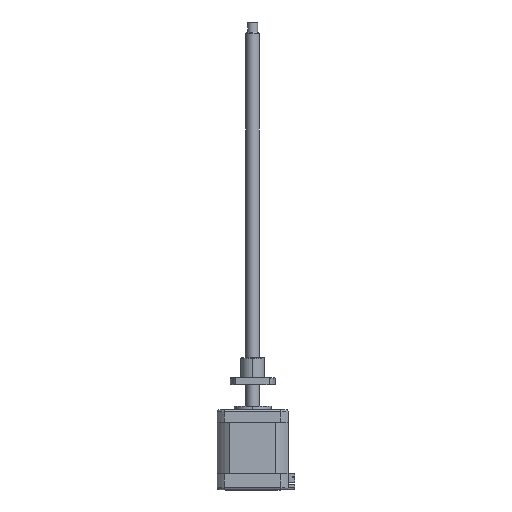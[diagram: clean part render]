
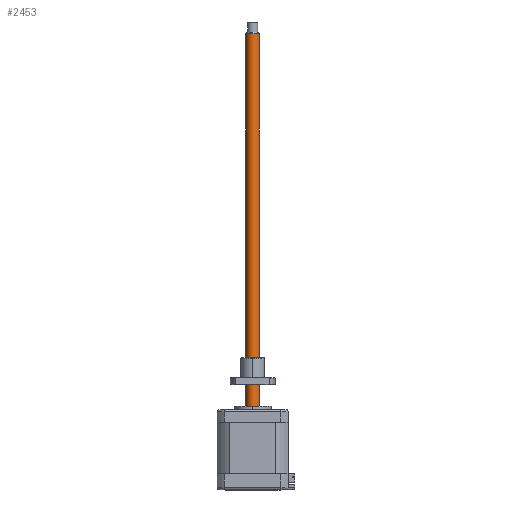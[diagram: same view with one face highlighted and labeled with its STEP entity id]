
A CAD part, top view. The second image highlights one B-rep face of the part: STEP entity #2453.
In plain terms, the highlighted cylindrical face has radius 4 mm (diameter 8 mm), a partial arc.
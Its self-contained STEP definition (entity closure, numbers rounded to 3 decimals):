
#324 = CARTESIAN_POINT ( 'NONE',  ( -8.705, 246.093, 16.814 ) ) ;
#435 = VECTOR ( 'NONE', #2592, 1000. ) ;
#629 = DIRECTION ( 'NONE',  ( -0.999, 0., 0.044 ) ) ;
#724 = CARTESIAN_POINT ( 'NONE',  ( -0.713, 246.093, 16.462 ) ) ;
#810 = EDGE_CURVE ( 'NONE', #2943, #7940, #2622, .T. ) ;
#858 = CARTESIAN_POINT ( 'NONE',  ( -0.713, 22.093, 16.462 ) ) ;
#956 = ORIENTED_EDGE ( 'NONE', *, *, #810, .T. ) ;
#1195 = AXIS2_PLACEMENT_3D ( 'NONE', #1636, #3886, #8983 ) ;
#1254 = DIRECTION ( 'NONE',  ( -0.999, 0., 0.044 ) ) ;
#1636 = CARTESIAN_POINT ( 'NONE',  ( -4.709, 246.093, 16.638 ) ) ;
#1683 = EDGE_CURVE ( 'NONE', #4400, #2943, #8052, .T. ) ;
#2453 = ADVANCED_FACE ( 'NONE', ( #3615 ), #9181, .T. ) ;
#2592 = DIRECTION ( 'NONE',  ( 0., -1., 0. ) ) ;
#2622 = LINE ( 'NONE', #2673, #435 ) ;
#2673 = CARTESIAN_POINT ( 'NONE',  ( -8.705, 247.093, 16.814 ) ) ;
#2693 = DIRECTION ( 'NONE',  ( 0., -1., 0. ) ) ;
#2943 = VERTEX_POINT ( 'NONE', #324 ) ;
#3066 = AXIS2_PLACEMENT_3D ( 'NONE', #9373, #5028, #629 ) ;
#3175 = CARTESIAN_POINT ( 'NONE',  ( -8.705, 22.093, 16.814 ) ) ;
#3615 = FACE_OUTER_BOUND ( 'NONE', #5535, .T. ) ;
#3886 = DIRECTION ( 'NONE',  ( 0., -1., 0. ) ) ;
#4186 = VECTOR ( 'NONE', #4833, 1000. ) ;
#4204 = EDGE_CURVE ( 'NONE', #4400, #6506, #8033, .T. ) ;
#4322 = EDGE_CURVE ( 'NONE', #6506, #7940, #7352, .T. ) ;
#4400 = VERTEX_POINT ( 'NONE', #724 ) ;
#4833 = DIRECTION ( 'NONE',  ( 0., -1., 0. ) ) ;
#5028 = DIRECTION ( 'NONE',  ( 0., -1., 0. ) ) ;
#5535 = EDGE_LOOP ( 'NONE', ( #8066, #6598, #956, #8676 ) ) ;
#5631 = CARTESIAN_POINT ( 'NONE',  ( -4.709, 247.093, 16.638 ) ) ;
#6506 = VERTEX_POINT ( 'NONE', #858 ) ;
#6598 = ORIENTED_EDGE ( 'NONE', *, *, #1683, .T. ) ;
#7352 = CIRCLE ( 'NONE', #3066, 4. ) ;
#7707 = CARTESIAN_POINT ( 'NONE',  ( -0.713, 247.093, 16.462 ) ) ;
#7940 = VERTEX_POINT ( 'NONE', #3175 ) ;
#8033 = LINE ( 'NONE', #7707, #4186 ) ;
#8052 = CIRCLE ( 'NONE', #1195, 4. ) ;
#8066 = ORIENTED_EDGE ( 'NONE', *, *, #4204, .F. ) ;
#8676 = ORIENTED_EDGE ( 'NONE', *, *, #4322, .F. ) ;
#8983 = DIRECTION ( 'NONE',  ( 0.999, 0., -0.044 ) ) ;
#9131 = AXIS2_PLACEMENT_3D ( 'NONE', #5631, #2693, #1254 ) ;
#9181 = CYLINDRICAL_SURFACE ( 'NONE', #9131, 4. ) ;
#9373 = CARTESIAN_POINT ( 'NONE',  ( -4.709, 22.093, 16.638 ) ) ;
